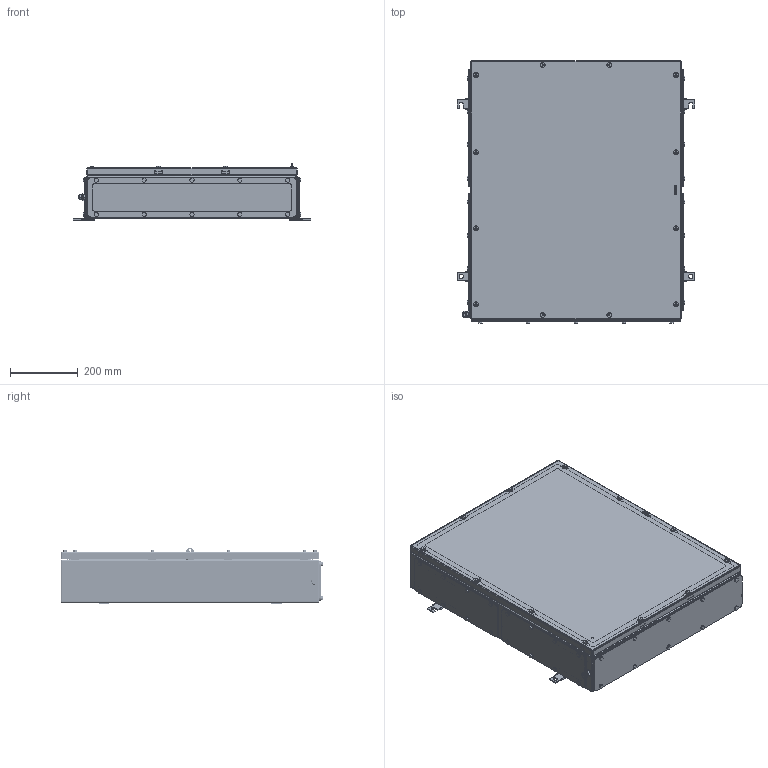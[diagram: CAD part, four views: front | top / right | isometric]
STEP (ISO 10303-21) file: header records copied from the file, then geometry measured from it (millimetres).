
FILE_DESCRIPTION(('CATIA V5 STEP Exchange','CAx-IF Rec.Pracs.--- Model Styling and Organization---1.4--- 2014-01-23'),'2;1');
FILE_NAME ('1523483-3_1_8000108869_8000108869 KTB MH 766215 S4E3.stp','2024-01-17T09:50:58+00:00',('none'),('Weidmueller'),'CATIA Version 5-6 Release 2016 SP3 HF44','CATIA V5 STEP AP214','none');
FILE_SCHEMA(('AUTOMOTIVE_DESIGN { 1 0 10303 214 1 1 1 1 }'));
Products named in the file (1): 8000108869 KTB MH 766215 S4E3
Bounding box: 701 x 773 x 165 mm (x, y, z)
Volume: 3189675.2 mm3; surface area: 3540540.8 mm2
Topology: 128 solids, 129 shells, 3850 faces, 9766 edges, 6297 vertices
Faces by surface type: plane 1759, cylinder 1613, cone 338, bspline 112, torus 20, sphere 8
Entity records: 137991 total; most frequent: CARTESIAN_POINT 44822, ORIENTED_EDGE 19256, DIRECTION 15504, EDGE_CURVE 9628, VERTEX_POINT 6297, AXIS2_PLACEMENT_3D 6166, VECTOR 5608, LINE 5608
